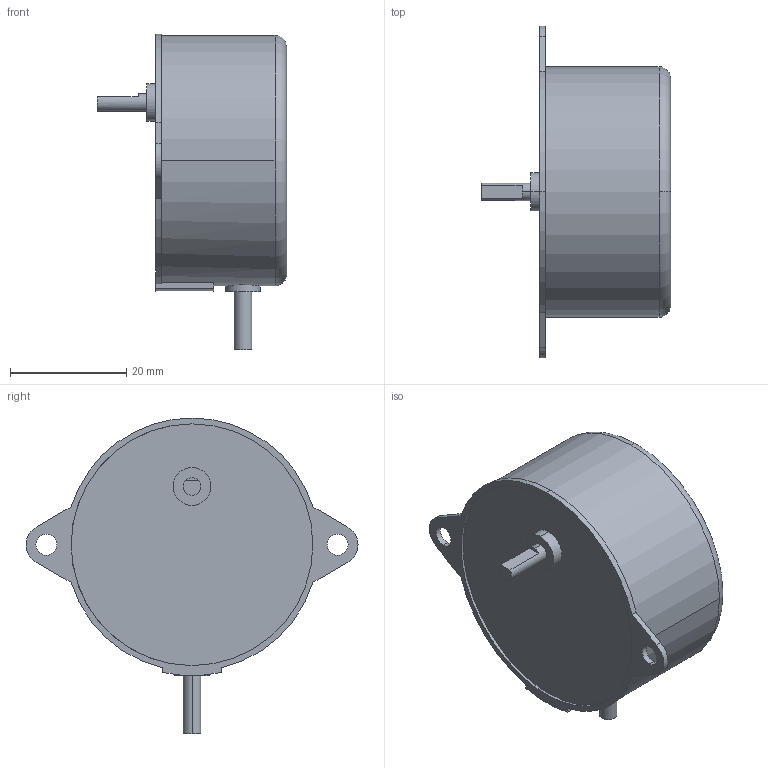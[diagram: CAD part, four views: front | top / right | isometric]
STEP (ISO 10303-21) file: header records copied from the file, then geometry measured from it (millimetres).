
FILE_DESCRIPTION(('starvars output'),'2;1');
FILE_NAME('d5n.stp','13:19:16 2014/09/11',( 'Thomas Industrial Network Germany GmbH'),( 'Thomas Industrial Network Germany GmbH'),'unknown preprocess','ACIS' ,'unknown authorization');
FILE_SCHEMA(('AUTOMOTIVE_DESIGN_CC2 {UNKNOWN IMPLEMENTATION LEVEL}'));
Length unit declared in the file: millimetre
Products named in the file (1): PRODUCT_ID_84
Bounding box: 32.5 x 57 x 54.25 mm (x, y, z)
Volume: 32330.1 mm3; surface area: 6451.7 mm2
Topology: 1 solids, 1 shells, 42 faces, 107 edges, 72 vertices
Faces by surface type: cylinder 23, plane 17, torus 2
Entity records: 1610 total; most frequent: CARTESIAN_POINT 252, ORIENTED_EDGE 214, DIRECTION 171, EDGE_CURVE 107, VERTEX_POINT 72, AXIS2_PLACEMENT_3D 61, EDGE_LOOP 51, FACE_BOUND 51
